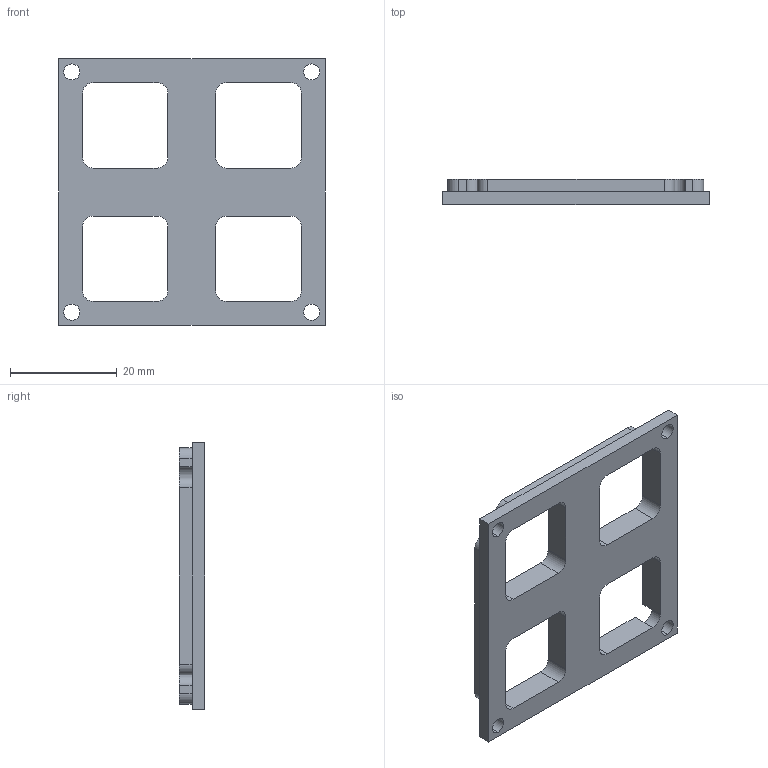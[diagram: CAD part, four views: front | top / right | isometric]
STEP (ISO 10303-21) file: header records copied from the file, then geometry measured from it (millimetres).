
FILE_DESCRIPTION (( 'STEP AP214' ), '1' );
FILE_NAME ('User Library-COM-08746.STEP', '2016-12-22T18:58:30', ( 'Windows User' ), ( '' ), 'SwSTEP 2.0', 'SolidWorks 2017', '' );
FILE_SCHEMA (( 'AUTOMOTIVE_DESIGN' ));
Length unit declared in the file: millimetre
Products named in the file (1): User Library-COM-08746
Bounding box: 50 x 4.7 x 50 mm (x, y, z)
Volume: 6186.9 mm3; surface area: 4985.5 mm2
Topology: 1 solids, 1 shells, 67 faces, 196 edges, 128 vertices
Faces by surface type: plane 35, cylinder 32
Entity records: 2296 total; most frequent: DIRECTION 396, CARTESIAN_POINT 392, ORIENTED_EDGE 392, EDGE_CURVE 196, LINE 132, AXIS2_PLACEMENT_3D 132, VECTOR 132, VERTEX_POINT 128
